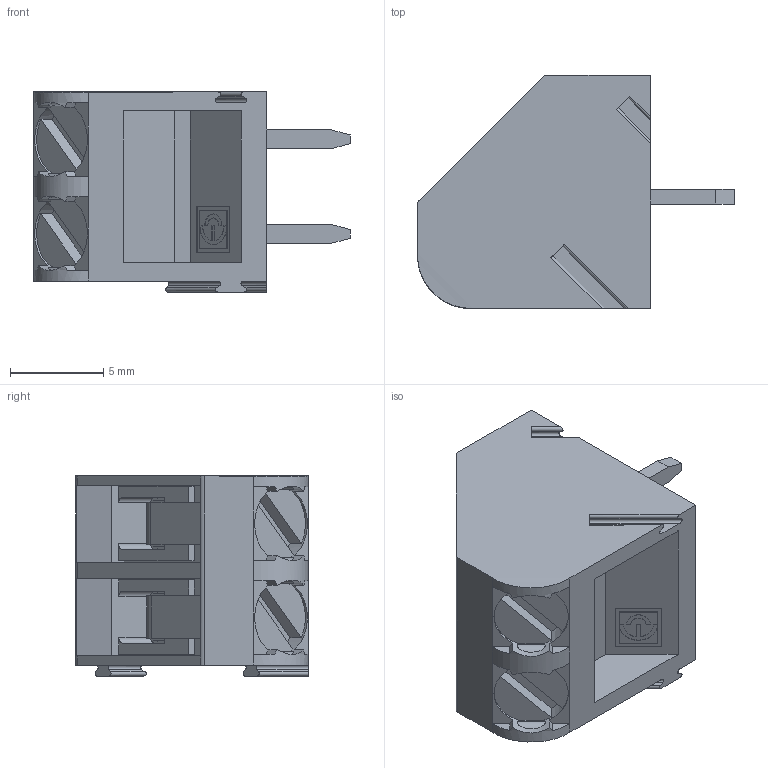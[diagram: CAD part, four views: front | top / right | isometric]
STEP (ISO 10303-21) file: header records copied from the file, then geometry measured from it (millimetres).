
FILE_DESCRIPTION(('STEP AP214'),'1');
FILE_NAME('MIP252-5.08-IQ.stp','2022-02-11T08:49:54',(' '),(' '),'Spatial InterOp 3D',' ',' ');
FILE_SCHEMA(('automotive_design'));
Length unit declared in the file: metre
Products named in the file (1): 1
Bounding box: 17 x 12.5 x 10.74 mm (x, y, z)
Volume: 1099 mm3; surface area: 1058.5 mm2
Topology: 1 solids, 1 shells, 189 faces, 538 edges, 357 vertices
Faces by surface type: plane 149, cylinder 39, extrusion 1
Entity records: 7780 total; most frequent: CARTESIAN_POINT 1299, ORIENTED_EDGE 1076, DIRECTION 980, EDGE_CURVE 538, VECTOR 406, LINE 405, VERTEX_POINT 357, AXIS2_PLACEMENT_3D 287
